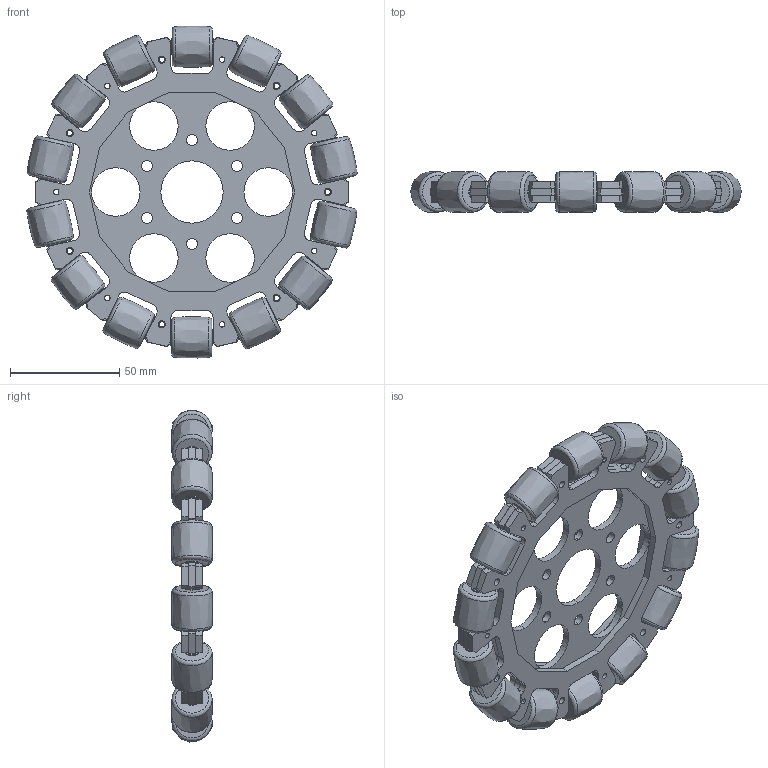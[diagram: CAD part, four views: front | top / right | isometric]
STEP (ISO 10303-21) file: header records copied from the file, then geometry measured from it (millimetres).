
FILE_DESCRIPTION((''),'2;1');
FILE_NAME('AM 6in OmniWheel.stp','2007-01-15T09:43:29',('uidk0133'),(''),'Autodesk Inventor (R) 6.0','Autodesk Inventor (R) 6.0','');
FILE_SCHEMA(('AUTOMOTIVE_DESIGN { 1 0 10303 214 1 1 1 1 }'));
Length unit declared in the file: millimetre
Products named in the file (7): AM 6in OmniWheel; 6trick_750_d01; 6trick_750_d02; 8_roller1; 8x750roller; 125x1000dowel; a42b_eyelet
Assembly tree (21 placements, depth 3):
  AM 6in OmniWheel
    6trick_750_d01
    6trick_750_d02  x2
    8_roller1  x14
      8x750roller
      125x1000dowel
      a42b_eyelet
Bounding box: 151.42 x 18.38 x 152.23 mm (x, y, z)
Volume: 126644 mm3; surface area: 83191.4 mm2
Topology: 59 solids, 59 shells, 1124 faces, 2955 edges, 1977 vertices
Faces by surface type: cylinder 516, plane 510, bspline 98
Entity records: 18541 total; most frequent: CARTESIAN_POINT 3643, DIRECTION 3136, ORIENTED_EDGE 3094, EDGE_CURVE 1547, AXIS2_PLACEMENT_3D 1053, VERTEX_POINT 1042, VECTOR 1030, LINE 1030
